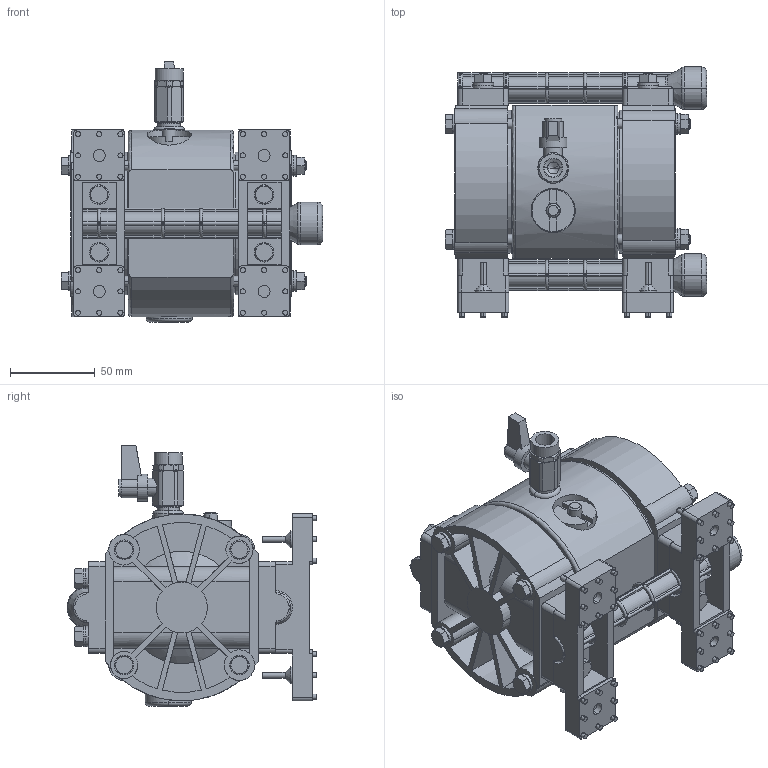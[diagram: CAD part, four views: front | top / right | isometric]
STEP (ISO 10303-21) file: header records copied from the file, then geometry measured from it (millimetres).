
FILE_DESCRIPTION (( 'STEP AP214' ), '1' );
FILE_NAME ('NDP-5FVT.STEP', '2009-04-15T06:30:28', ( ' ' ), ( ' ' ), 'SwSTEP 2.0', 'SolidWorks 2006303', '' );
FILE_SCHEMA (( 'AUTOMOTIVE_DESIGN' ));
Length unit declared in the file: millimetre
Products named in the file (1): NDP-5FVT
Bounding box: 153.65 x 147 x 152.99 mm (x, y, z)
Volume: 1079483.3 mm3; surface area: 211453.1 mm2
Topology: 2 solids, 10 shells, 1969 faces, 4808 edges, 2978 vertices
Faces by surface type: plane 923, cylinder 702, cone 168, bspline 96, torus 68, sphere 12
Entity records: 71553 total; most frequent: CARTESIAN_POINT 25382, DIRECTION 9822, ORIENTED_EDGE 9600, EDGE_CURVE 4800, AXIS2_PLACEMENT_3D 3789, VERTEX_POINT 2978, VECTOR 2244, LINE 2244
